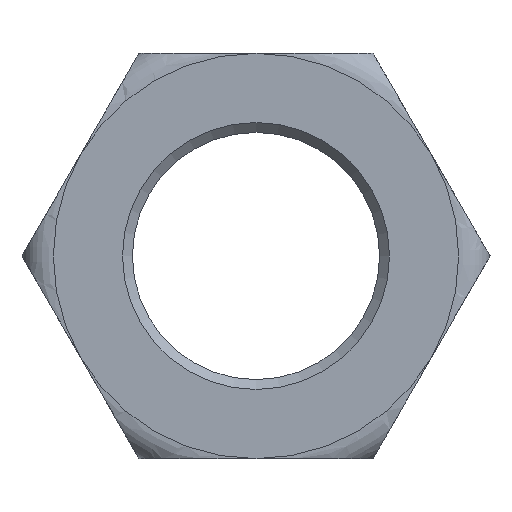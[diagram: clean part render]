
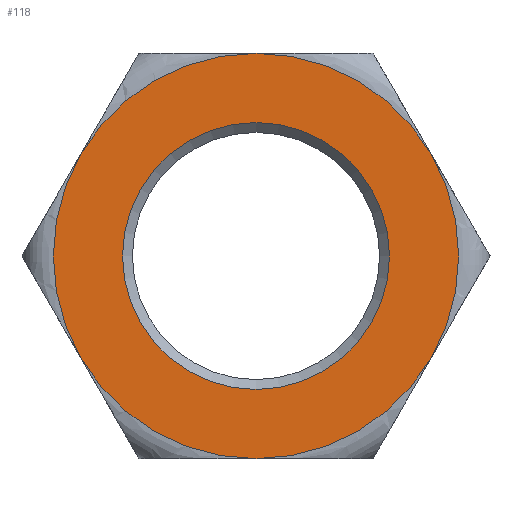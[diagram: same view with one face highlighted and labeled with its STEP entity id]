
A CAD part, front view. The second image highlights one B-rep face of the part: STEP entity #118.
In plain terms, the highlighted planar face has unit normal (0, -1, 0).
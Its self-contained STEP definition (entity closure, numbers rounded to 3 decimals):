
#2 = CARTESIAN_POINT ( 'NONE',  ( 17.754, -11., 10.25 ) ) ;
#16 = AXIS2_PLACEMENT_3D ( 'NONE', #1086, #503, #658 ) ;
#21 = CARTESIAN_POINT ( 'NONE',  ( 0., -11., 0. ) ) ;
#40 = CARTESIAN_POINT ( 'NONE',  ( 23.671, -11., 0. ) ) ;
#57 = CIRCLE ( 'NONE', #742, 20.5 ) ;
#78 = AXIS2_PLACEMENT_3D ( 'NONE', #527, #966, #792 ) ;
#84 = CARTESIAN_POINT ( 'NONE',  ( 0., -11., 0. ) ) ;
#118 = ADVANCED_FACE ( 'NONE', ( #1112, #345 ), #169, .F. ) ;
#129 = ORIENTED_EDGE ( 'NONE', *, *, #879, .F. ) ;
#133 = VERTEX_POINT ( 'NONE', #2 ) ;
#136 = CARTESIAN_POINT ( 'NONE',  ( -17.754, -11., 10.25 ) ) ;
#140 = DIRECTION ( 'NONE',  ( 0., 1., 0. ) ) ;
#161 = EDGE_LOOP ( 'NONE', ( #1099, #858, #335, #1034, #1080, #129, #471 ) ) ;
#169 = PLANE ( 'NONE',  #310 ) ;
#180 = AXIS2_PLACEMENT_3D ( 'NONE', #84, #140, #425 ) ;
#191 = DIRECTION ( 'NONE',  ( 1., 0., 0. ) ) ;
#192 = CARTESIAN_POINT ( 'NONE',  ( 0., -11., 0. ) ) ;
#197 = AXIS2_PLACEMENT_3D ( 'NONE', #485, #1010, #932 ) ;
#229 = LINE ( 'NONE', #40, #368 ) ;
#251 = DIRECTION ( 'NONE',  ( 0., 0., 1. ) ) ;
#254 = EDGE_LOOP ( 'NONE', ( #584 ) ) ;
#261 = CARTESIAN_POINT ( 'NONE',  ( 0., -11., 20.5 ) ) ;
#299 = DIRECTION ( 'NONE',  ( -0.5, 0., -0.866 ) ) ;
#310 = AXIS2_PLACEMENT_3D ( 'NONE', #505, #439, #251 ) ;
#334 = CARTESIAN_POINT ( 'NONE',  ( -17.754, -11., -10.25 ) ) ;
#335 = ORIENTED_EDGE ( 'NONE', *, *, #869, .F. ) ;
#345 = FACE_OUTER_BOUND ( 'NONE', #161, .T. ) ;
#365 = CARTESIAN_POINT ( 'NONE',  ( 0., -11., 0. ) ) ;
#368 = VECTOR ( 'NONE', #299, 1000. ) ;
#397 = VERTEX_POINT ( 'NONE', #261 ) ;
#423 = VERTEX_POINT ( 'NONE', #550 ) ;
#425 = DIRECTION ( 'NONE',  ( 0., 0., 1. ) ) ;
#429 = CIRCLE ( 'NONE', #78, 20.5 ) ;
#437 = EDGE_CURVE ( 'NONE', #397, #133, #57, .T. ) ;
#439 = DIRECTION ( 'NONE',  ( 0., 1., 0. ) ) ;
#456 = VERTEX_POINT ( 'NONE', #969 ) ;
#460 = DIRECTION ( 'NONE',  ( 1., 0., 0. ) ) ;
#471 = ORIENTED_EDGE ( 'NONE', *, *, #759, .F. ) ;
#475 = CIRCLE ( 'NONE', #197, 20.5 ) ;
#485 = CARTESIAN_POINT ( 'NONE',  ( 0., -11., 0. ) ) ;
#503 = DIRECTION ( 'NONE',  ( 0., 1., 0. ) ) ;
#505 = CARTESIAN_POINT ( 'NONE',  ( 0., -11., 0. ) ) ;
#506 = VERTEX_POINT ( 'NONE', #754 ) ;
#527 = CARTESIAN_POINT ( 'NONE',  ( 0., -11., 0. ) ) ;
#535 = EDGE_CURVE ( 'NONE', #732, #397, #799, .T. ) ;
#539 = DIRECTION ( 'NONE',  ( 0., 1., 0. ) ) ;
#545 = EDGE_CURVE ( 'NONE', #456, #423, #229, .T. ) ;
#550 = CARTESIAN_POINT ( 'NONE',  ( 17.754, -11., -10.25 ) ) ;
#584 = ORIENTED_EDGE ( 'NONE', *, *, #1044, .T. ) ;
#658 = DIRECTION ( 'NONE',  ( 1., 0., 0. ) ) ;
#682 = VERTEX_POINT ( 'NONE', #334 ) ;
#689 = DIRECTION ( 'NONE',  ( -1., 0., 0. ) ) ;
#699 = DIRECTION ( 'NONE',  ( 0., 1., 0. ) ) ;
#709 = CIRCLE ( 'NONE', #724, 20.5 ) ;
#724 = AXIS2_PLACEMENT_3D ( 'NONE', #192, #699, #460 ) ;
#732 = VERTEX_POINT ( 'NONE', #136 ) ;
#742 = AXIS2_PLACEMENT_3D ( 'NONE', #21, #896, #191 ) ;
#754 = CARTESIAN_POINT ( 'NONE',  ( 0., -11., 13.5 ) ) ;
#759 = EDGE_CURVE ( 'NONE', #982, #682, #963, .T. ) ;
#792 = DIRECTION ( 'NONE',  ( 1., 0., 0. ) ) ;
#795 = EDGE_CURVE ( 'NONE', #423, #982, #475, .T. ) ;
#799 = CIRCLE ( 'NONE', #817, 20.5 ) ;
#817 = AXIS2_PLACEMENT_3D ( 'NONE', #365, #539, #689 ) ;
#858 = ORIENTED_EDGE ( 'NONE', *, *, #545, .F. ) ;
#869 = EDGE_CURVE ( 'NONE', #133, #456, #429, .T. ) ;
#879 = EDGE_CURVE ( 'NONE', #682, #732, #709, .T. ) ;
#896 = DIRECTION ( 'NONE',  ( 0., 1., 0. ) ) ;
#929 = CIRCLE ( 'NONE', #180, 13.5 ) ;
#932 = DIRECTION ( 'NONE',  ( 1., 0., 0. ) ) ;
#963 = CIRCLE ( 'NONE', #16, 20.5 ) ;
#966 = DIRECTION ( 'NONE',  ( 0., 1., 0. ) ) ;
#969 = CARTESIAN_POINT ( 'NONE',  ( 17.754, -11., -10.25 ) ) ;
#982 = VERTEX_POINT ( 'NONE', #1058 ) ;
#1010 = DIRECTION ( 'NONE',  ( 0., 1., 0. ) ) ;
#1034 = ORIENTED_EDGE ( 'NONE', *, *, #437, .F. ) ;
#1044 = EDGE_CURVE ( 'NONE', #506, #506, #929, .T. ) ;
#1058 = CARTESIAN_POINT ( 'NONE',  ( 0., -11., -20.5 ) ) ;
#1080 = ORIENTED_EDGE ( 'NONE', *, *, #535, .F. ) ;
#1086 = CARTESIAN_POINT ( 'NONE',  ( 0., -11., 0. ) ) ;
#1099 = ORIENTED_EDGE ( 'NONE', *, *, #795, .F. ) ;
#1112 = FACE_BOUND ( 'NONE', #254, .T. ) ;
